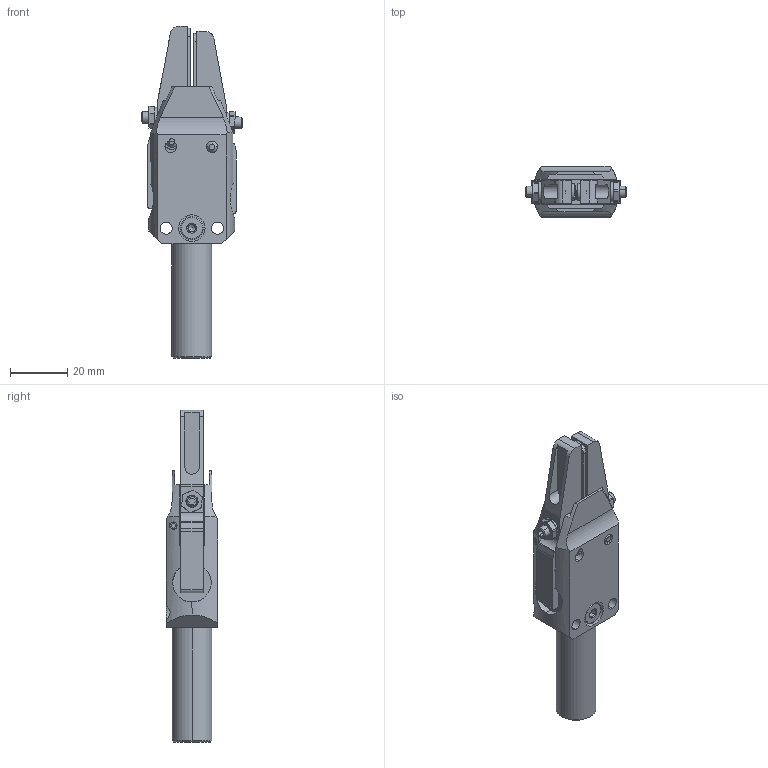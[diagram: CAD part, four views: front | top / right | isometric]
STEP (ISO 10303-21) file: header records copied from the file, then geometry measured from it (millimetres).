
FILE_DESCRIPTION (( 'STEP AP214' ), '1' );
FILE_NAME ('CA.GTS.1003.1717.STEP', '2015-12-13T09:36:54', ( '' ), ( '' ), 'SwSTEP 2.0', 'SolidWorks 2012', '' );
FILE_SCHEMA (( 'AUTOMOTIVE_DESIGN' ));
Length unit declared in the file: millimetre
Products named in the file (15): GTS.03.17; GTS.1003.17.1; R.4.SCH; socket set screw cone point_iso_ISO 4027 - M4 x 16-N; D.4; PAP.0405504; GTS.1003.17; socket set screw cone point_iso_ISO 4027 - M3 x 5-N; M.5,6x22; SP.4X18m6.LAV; CA.08.14.013; PSP.1408255; GTS.1003.02; GTS.1003.01; CA.GTS.1003.1717
Assembly tree (21 placements, depth 3):
  CA.GTS.1003.1717
    GTS.1003.01
    GTS.1003.02  x2
    PSP.1408255  x2
    CA.08.14.013  x2
    SP.4X18m6.LAV  x2
    M.5,6x22
    socket set screw cone point_iso_ISO 4027 - M3 x 5-N  x2
    GTS.03.17  x2
      GTS.1003.17
      PAP.0405504
      D.4
      socket set screw cone point_iso_ISO 4027 - M4 x 16-N
      R.4.SCH
      GTS.1003.17.1
Bounding box: 35.14 x 18 x 116.35 mm (x, y, z)
Volume: 28041.6 mm3; surface area: 21733.6 mm2
Topology: 26 solids, 26 shells, 849 faces, 2268 edges, 1462 vertices
Faces by surface type: plane 577, cylinder 185, cone 81, torus 4, bspline 2
Entity records: 19477 total; most frequent: CARTESIAN_POINT 6390, DIRECTION 2599, ORIENTED_EDGE 2490, EDGE_CURVE 1245, AXIS2_PLACEMENT_3D 937, VERTEX_POINT 808, VECTOR 725, LINE 725
